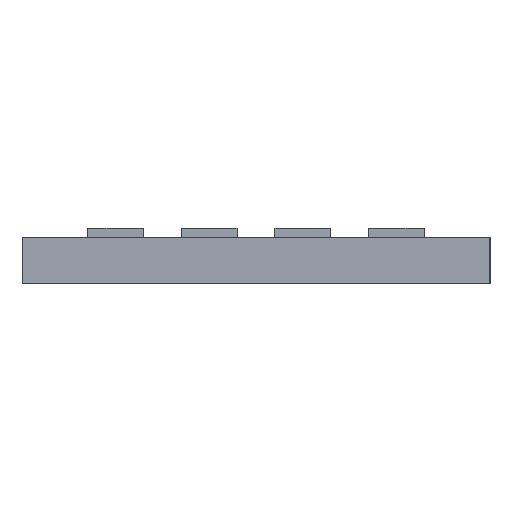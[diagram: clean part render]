
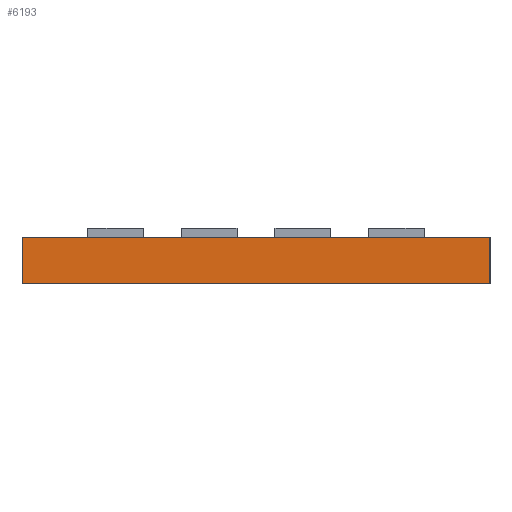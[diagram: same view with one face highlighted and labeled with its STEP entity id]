
A CAD part, left-side view. The second image highlights one B-rep face of the part: STEP entity #6193.
In plain terms, the highlighted planar face has unit normal (-1, 0, 0).
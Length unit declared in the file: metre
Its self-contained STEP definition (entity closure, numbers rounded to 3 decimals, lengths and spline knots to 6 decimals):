
#628=ORIENTED_EDGE('',*,*,#2412,.F.);
#629=ORIENTED_EDGE('',*,*,#2413,.F.);
#630=ORIENTED_EDGE('',*,*,#2188,.T.);
#631=ORIENTED_EDGE('',*,*,#2414,.T.);
#2188=EDGE_CURVE('',#3080,#3081,#3630,.T.);
#2412=EDGE_CURVE('',#3304,#3305,#3744,.T.);
#2413=EDGE_CURVE('',#3080,#3304,#3745,.T.);
#2414=EDGE_CURVE('',#3081,#3305,#3746,.T.);
#3080=VERTEX_POINT('',#9190);
#3081=VERTEX_POINT('',#9191);
#3304=VERTEX_POINT('',#9683);
#3305=VERTEX_POINT('',#9684);
#3630=LINE('',#9189,#4202);
#3744=LINE('',#9682,#4316);
#3745=LINE('',#9685,#4317);
#3746=LINE('',#9686,#4318);
#4202=VECTOR('',#7234,1.);
#4316=VECTOR('',#7658,1.);
#4317=VECTOR('',#7659,1.);
#4318=VECTOR('',#7660,1.);
#4819=EDGE_LOOP('',(#628,#629,#630,#631));
#5355=FACE_BOUND('',#4819,.T.);
#5890=PLANE('',#6689);
#6193=ADVANCED_FACE('',(#5355),#5890,.T.);
#6689=AXIS2_PLACEMENT_3D('',#9681,#7656,#7657);
#7234=DIRECTION('',(0.,1.,0.));
#7656=DIRECTION('',(-1.,0.,0.));
#7657=DIRECTION('',(0.,-1.,0.));
#7658=DIRECTION('',(0.,1.,0.));
#7659=DIRECTION('',(0.,0.,-1.));
#7660=DIRECTION('',(0.,0.,-1.));
#9189=CARTESIAN_POINT('',(-0.0101,0.0404,0.01));
#9190=CARTESIAN_POINT('',(-0.0101,-0.0101,0.01));
#9191=CARTESIAN_POINT('',(-0.0101,0.0909,0.01));
#9681=CARTESIAN_POINT('',(-0.0101,0.0404,0.01));
#9682=CARTESIAN_POINT('',(-0.0101,0.0404,0.));
#9683=CARTESIAN_POINT('',(-0.0101,-0.0101,0.));
#9684=CARTESIAN_POINT('',(-0.0101,0.0909,0.));
#9685=CARTESIAN_POINT('',(-0.0101,-0.0101,0.01));
#9686=CARTESIAN_POINT('',(-0.0101,0.0909,0.01));
